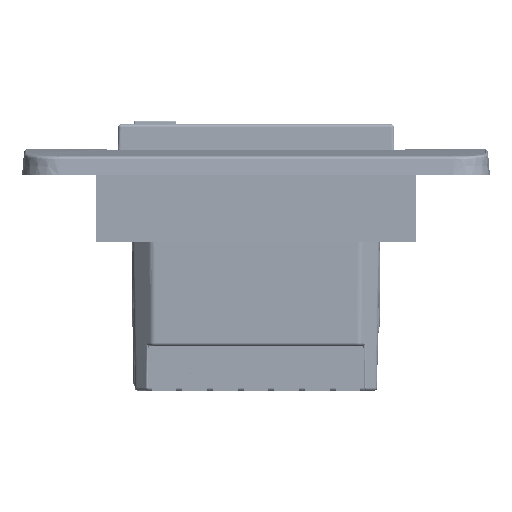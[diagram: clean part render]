
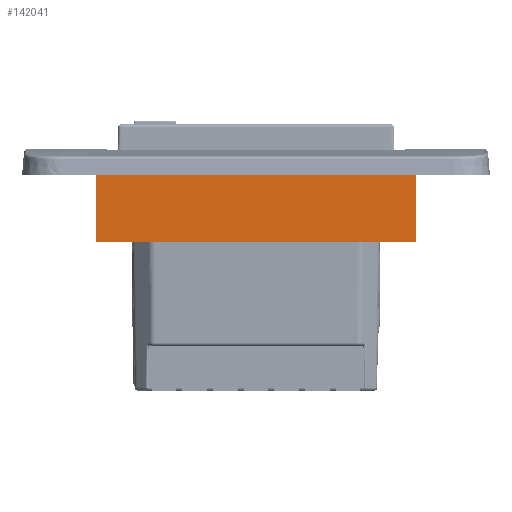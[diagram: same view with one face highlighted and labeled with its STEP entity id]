
A CAD part, left-side view. The second image highlights one B-rep face of the part: STEP entity #142041.
In plain terms, the highlighted planar face has unit normal (-1, 0, 0).
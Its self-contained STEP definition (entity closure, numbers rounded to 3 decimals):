
#5902 = DIRECTION ( 'NONE',  ( 0., 1., 0. ) ) ;
#12784 = LINE ( 'NONE', #73057, #15198 ) ;
#15198 = VECTOR ( 'NONE', #135533, 1000. ) ;
#35652 = VERTEX_POINT ( 'NONE', #133167 ) ;
#36704 = VECTOR ( 'NONE', #5902, 1000. ) ;
#40000 = EDGE_CURVE ( 'NONE', #106753, #35652, #131273, .T. ) ;
#41519 = AXIS2_PLACEMENT_3D ( 'NONE', #50795, #64022, #127936 ) ;
#42079 = DIRECTION ( 'NONE',  ( 0., 1., 0. ) ) ;
#50795 = CARTESIAN_POINT ( 'NONE',  ( -37.4, 26.1, -10.9 ) ) ;
#51547 = CARTESIAN_POINT ( 'NONE',  ( -37.4, -26.1, -10.9 ) ) ;
#56001 = EDGE_CURVE ( 'NONE', #157707, #128031, #111154, .T. ) ;
#60205 = CARTESIAN_POINT ( 'NONE',  ( -37.4, 26.1, -10.9 ) ) ;
#64022 = DIRECTION ( 'NONE',  ( 1., 0., 0. ) ) ;
#65883 = FACE_OUTER_BOUND ( 'NONE', #137673, .T. ) ;
#73057 = CARTESIAN_POINT ( 'NONE',  ( -37.4, 26.1, -10.9 ) ) ;
#89243 = VECTOR ( 'NONE', #119534, 1000. ) ;
#90329 = CARTESIAN_POINT ( 'NONE',  ( -37.4, -26.1, -10.9 ) ) ;
#95373 = EDGE_CURVE ( 'NONE', #128031, #35652, #12784, .T. ) ;
#106753 = VERTEX_POINT ( 'NONE', #131855 ) ;
#111154 = LINE ( 'NONE', #60205, #183313 ) ;
#119534 = DIRECTION ( 'NONE',  ( 0., 0., 1. ) ) ;
#124547 = CARTESIAN_POINT ( 'NONE',  ( -37.4, 26.1, -10.9 ) ) ;
#127936 = DIRECTION ( 'NONE',  ( 0., 0., -1. ) ) ;
#128031 = VERTEX_POINT ( 'NONE', #124547 ) ;
#131273 = LINE ( 'NONE', #179201, #36704 ) ;
#131855 = CARTESIAN_POINT ( 'NONE',  ( -37.4, -26.1, 0.6 ) ) ;
#133167 = CARTESIAN_POINT ( 'NONE',  ( -37.4, 26.1, 0.6 ) ) ;
#135533 = DIRECTION ( 'NONE',  ( 0., 0., 1. ) ) ;
#137673 = EDGE_LOOP ( 'NONE', ( #143166, #195470, #191302, #200632 ) ) ;
#142041 = ADVANCED_FACE ( 'NONE', ( #65883 ), #160692, .F. ) ;
#143166 = ORIENTED_EDGE ( 'NONE', *, *, #40000, .T. ) ;
#149797 = EDGE_CURVE ( 'NONE', #157707, #106753, #178948, .T. ) ;
#157707 = VERTEX_POINT ( 'NONE', #51547 ) ;
#160692 = PLANE ( 'NONE',  #41519 ) ;
#178948 = LINE ( 'NONE', #90329, #89243 ) ;
#179201 = CARTESIAN_POINT ( 'NONE',  ( -37.4, 26.1, 0.6 ) ) ;
#183313 = VECTOR ( 'NONE', #42079, 1000. ) ;
#191302 = ORIENTED_EDGE ( 'NONE', *, *, #56001, .F. ) ;
#195470 = ORIENTED_EDGE ( 'NONE', *, *, #95373, .F. ) ;
#200632 = ORIENTED_EDGE ( 'NONE', *, *, #149797, .T. ) ;
